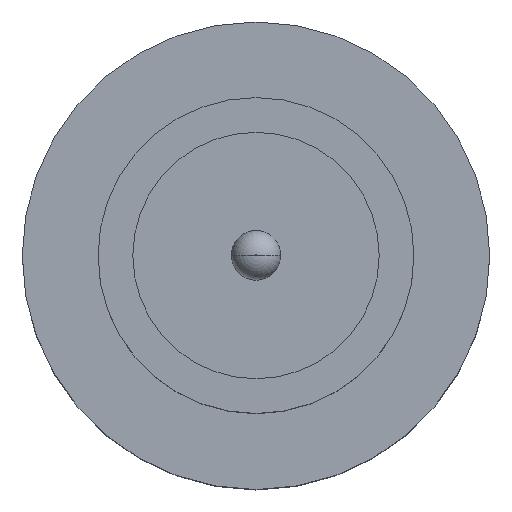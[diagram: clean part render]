
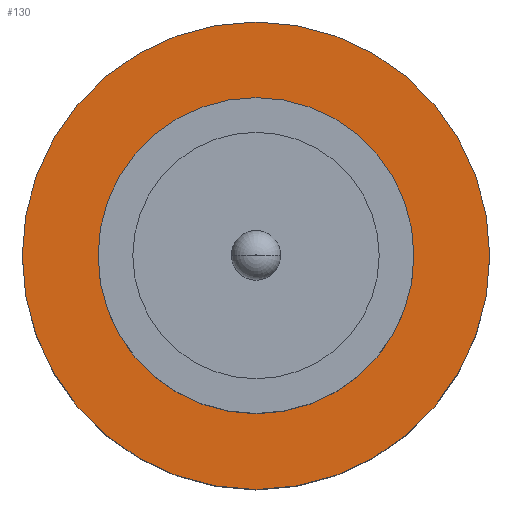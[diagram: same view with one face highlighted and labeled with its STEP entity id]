
A CAD part, top view. The second image highlights one B-rep face of the part: STEP entity #130.
In plain terms, the highlighted planar face has unit normal (0, 0, 1).
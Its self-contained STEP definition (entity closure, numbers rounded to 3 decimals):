
#5 = EDGE_CURVE ( 'NONE', #418, #249, #744, .T. ) ;
#25 = CIRCLE ( 'NONE', #274, 1.85 ) ;
#39 = ORIENTED_EDGE ( 'NONE', *, *, #5, .F. ) ;
#42 = FACE_OUTER_BOUND ( 'NONE', #196, .T. ) ;
#77 = DIRECTION ( 'NONE',  ( 1., 0., 0. ) ) ;
#81 = CARTESIAN_POINT ( 'NONE',  ( 1.25, 0., 1.55 ) ) ;
#101 = AXIS2_PLACEMENT_3D ( 'NONE', #663, #753, #329 ) ;
#130 = ADVANCED_FACE ( 'NONE', ( #231, #42 ), #766, .T. ) ;
#159 = DIRECTION ( 'NONE',  ( 1., 0., 0. ) ) ;
#195 = CIRCLE ( 'NONE', #866, 1.25 ) ;
#196 = EDGE_LOOP ( 'NONE', ( #728, #351 ) ) ;
#231 = FACE_BOUND ( 'NONE', #307, .T. ) ;
#246 = CARTESIAN_POINT ( 'NONE',  ( 1.85, 0., 1.55 ) ) ;
#249 = VERTEX_POINT ( 'NONE', #81 ) ;
#274 = AXIS2_PLACEMENT_3D ( 'NONE', #478, #745, #328 ) ;
#295 = CIRCLE ( 'NONE', #367, 1.85 ) ;
#301 = DIRECTION ( 'NONE',  ( 0., 0., 1. ) ) ;
#304 = EDGE_CURVE ( 'NONE', #249, #418, #195, .T. ) ;
#307 = EDGE_LOOP ( 'NONE', ( #631, #39 ) ) ;
#316 = VERTEX_POINT ( 'NONE', #246 ) ;
#328 = DIRECTION ( 'NONE',  ( 1., 0., 0. ) ) ;
#329 = DIRECTION ( 'NONE',  ( 1., 0., 0. ) ) ;
#330 = VERTEX_POINT ( 'NONE', #531 ) ;
#351 = ORIENTED_EDGE ( 'NONE', *, *, #501, .T. ) ;
#366 = CARTESIAN_POINT ( 'NONE',  ( 0., 0., 1.55 ) ) ;
#367 = AXIS2_PLACEMENT_3D ( 'NONE', #559, #902, #613 ) ;
#418 = VERTEX_POINT ( 'NONE', #654 ) ;
#478 = CARTESIAN_POINT ( 'NONE',  ( 0., 0., 1.55 ) ) ;
#501 = EDGE_CURVE ( 'NONE', #316, #330, #25, .T. ) ;
#517 = EDGE_CURVE ( 'NONE', #330, #316, #295, .T. ) ;
#531 = CARTESIAN_POINT ( 'NONE',  ( -1.85, 0., 1.55 ) ) ;
#554 = AXIS2_PLACEMENT_3D ( 'NONE', #708, #635, #77 ) ;
#559 = CARTESIAN_POINT ( 'NONE',  ( 0., 0., 1.55 ) ) ;
#613 = DIRECTION ( 'NONE',  ( 1., 0., 0. ) ) ;
#631 = ORIENTED_EDGE ( 'NONE', *, *, #304, .F. ) ;
#635 = DIRECTION ( 'NONE',  ( 0., 0., 1. ) ) ;
#654 = CARTESIAN_POINT ( 'NONE',  ( -1.25, 0., 1.55 ) ) ;
#663 = CARTESIAN_POINT ( 'NONE',  ( 0., 0., 1.55 ) ) ;
#708 = CARTESIAN_POINT ( 'NONE',  ( 0., 0., 1.55 ) ) ;
#728 = ORIENTED_EDGE ( 'NONE', *, *, #517, .T. ) ;
#744 = CIRCLE ( 'NONE', #101, 1.25 ) ;
#745 = DIRECTION ( 'NONE',  ( 0., 0., 1. ) ) ;
#753 = DIRECTION ( 'NONE',  ( 0., 0., 1. ) ) ;
#766 = PLANE ( 'NONE',  #554 ) ;
#866 = AXIS2_PLACEMENT_3D ( 'NONE', #366, #301, #159 ) ;
#902 = DIRECTION ( 'NONE',  ( 0., 0., 1. ) ) ;
